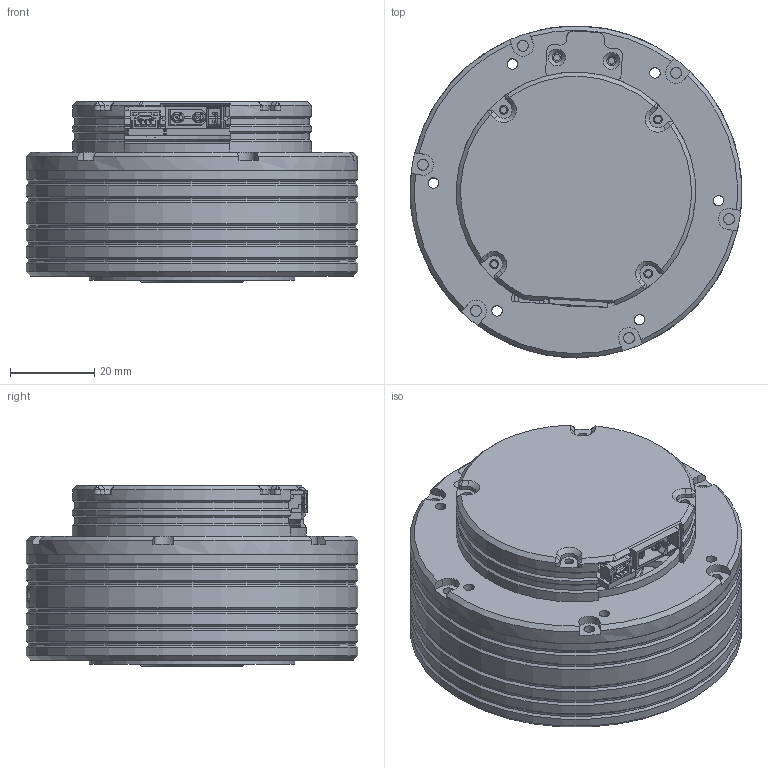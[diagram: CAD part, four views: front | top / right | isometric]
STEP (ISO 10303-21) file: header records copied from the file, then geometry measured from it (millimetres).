
FILE_DESCRIPTION (( 'STEP AP214' ), '1' );
FILE_NAME ('AK60-6 KV80 V3.0.STEP', '2024-08-21T03:22:07', ( '' ), ( '' ), 'SwSTEP 2.0', 'SolidWorks 2020', '' );
FILE_SCHEMA (( 'AUTOMOTIVE_DESIGN' ));
Length unit declared in the file: millimetre
Products named in the file (1): AK60-6 KV80 V3.0
Bounding box: 79 x 79 x 43 mm (x, y, z)
Surface area: 34658.2 mm2 (no closed solid volume)
Topology: 0 solids, 108 shells, 615 faces, 2340 edges, 1795 vertices
Faces by surface type: plane 284, cylinder 169, bspline 110, cone 52
Full cylindrical faces by diameter (mm): 0.009 x1, 0.068 x1, 1.6 x4, 2.1 x4, 2.2 x2, 2.4 x2, 2.5 x26, 2.6 x6, 3 x2, 3.04 x4, 3.1 x6, 3.8 x2, 4 x2, 6 x6, 9 x1, 25 x1, 25.4 x1, 32 x2, 37 x1, 49 x1, 78 x5, 79 x7
Entity records: 36505 total; most frequent: CARTESIAN_POINT 12135, DIRECTION 3294, ORIENTED_EDGE 3002, EDGE_CURVE 2180, VERTEX_POINT 1762, LINE 1198, VECTOR 1198, AXIS2_PLACEMENT_3D 1048
